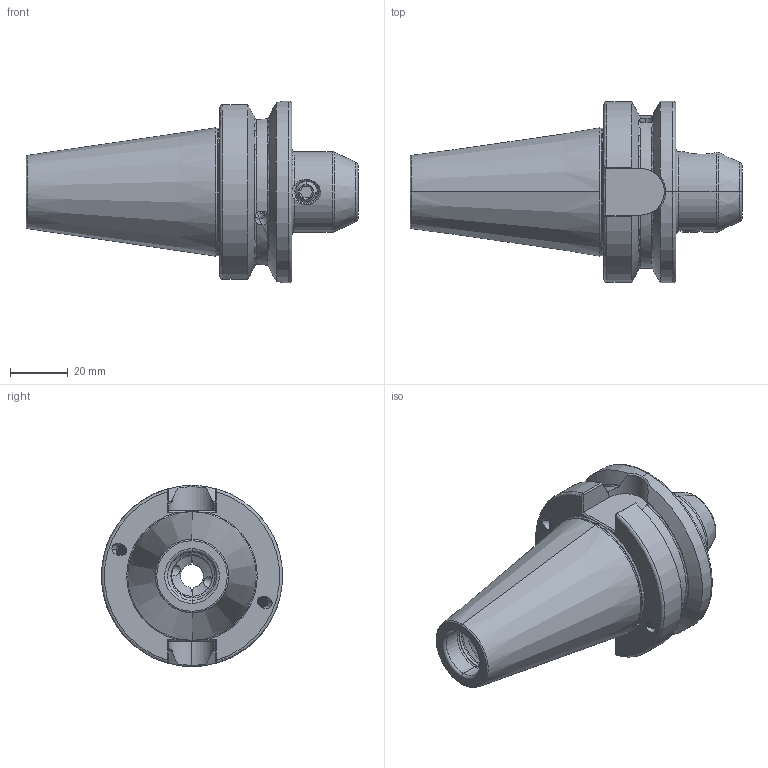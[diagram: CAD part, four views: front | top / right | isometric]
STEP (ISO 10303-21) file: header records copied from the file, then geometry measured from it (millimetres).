
FILE_DESCRIPTION (( 'STEP AP203' ), '1' );
FILE_NAME ('406.04.08.K.STEP', '2016-08-08T05:07:51', ( '' ), ( '' ), 'SwSTEP 2.0', 'SolidWorks 2012', '' );
FILE_SCHEMA (( 'CONFIG_CONTROL_DESIGN' ));
Length unit declared in the file: millimetre
Products named in the file (3): 406.04.08.K; 側固8_M8x1.25_10L
Assembly tree (2 placements, depth 2):
  406.04.08.K
    406.04.08.K
    側固8_M8x1.25_10L
Bounding box: 115.4 x 63 x 63 mm (x, y, z)
Volume: 130239.1 mm3; surface area: 27273.7 mm2
Topology: 2 solids, 2 shells, 299 faces, 820 edges, 522 vertices
Faces by surface type: cylinder 134, plane 58, torus 38, cone 35, bspline 32, sphere 2
Entity records: 23458 total; most frequent: CARTESIAN_POINT 16560, ORIENTED_EDGE 1628, DIRECTION 1127, EDGE_CURVE 814, VERTEX_POINT 522, AXIS2_PLACEMENT_3D 445, EDGE_LOOP 314, FACE_OUTER_BOUND 299
